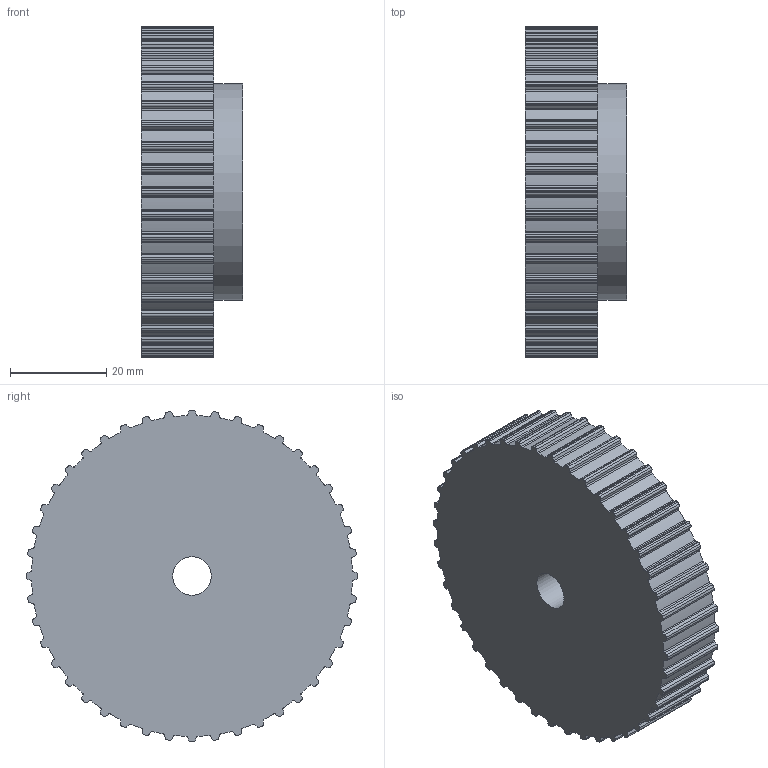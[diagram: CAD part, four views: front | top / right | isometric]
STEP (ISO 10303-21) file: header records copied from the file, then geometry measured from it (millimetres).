
FILE_DESCRIPTION(/* description */ ('Alibre Inc.'),/* implementation_level */ '2;1');
FILE_NAME(/* name */ 'export-B9447E2F-CC53-4897-8146-D6CF058AF65B',/* time_stamp */ '2024-01-30T18:43:52+01:00',/* author */ (''),/* organization */ (''),/* preprocessor_version */ 'ST-DEVELOPER v17',/* originating_system */ 'Alibre',/* authorisation */ '');
FILE_SCHEMA (('AUTOMOTIVE_DESIGN'));
Length unit declared in the file: millimetre
Products named in the file (2): 60021044BODY; 60021044
Bounding box: 21 x 68.8 x 68.8 mm (x, y, z)
Volume: 61889.3 mm3; surface area: 12386.4 mm2
Topology: 1 solids, 1 shells, 390 faces, 1161 edges, 774 vertices
Faces by surface type: cylinder 299, plane 91
Full cylindrical faces by diameter (mm): 8 x1, 45 x1
Entity records: 13025 total; most frequent: ORIENTED_EDGE 2322, DIRECTION 2320, CARTESIAN_POINT 2261, EDGE_CURVE 1161, AXIS2_PLACEMENT_3D 924, VERTEX_POINT 774, VECTOR 563, LINE 563
